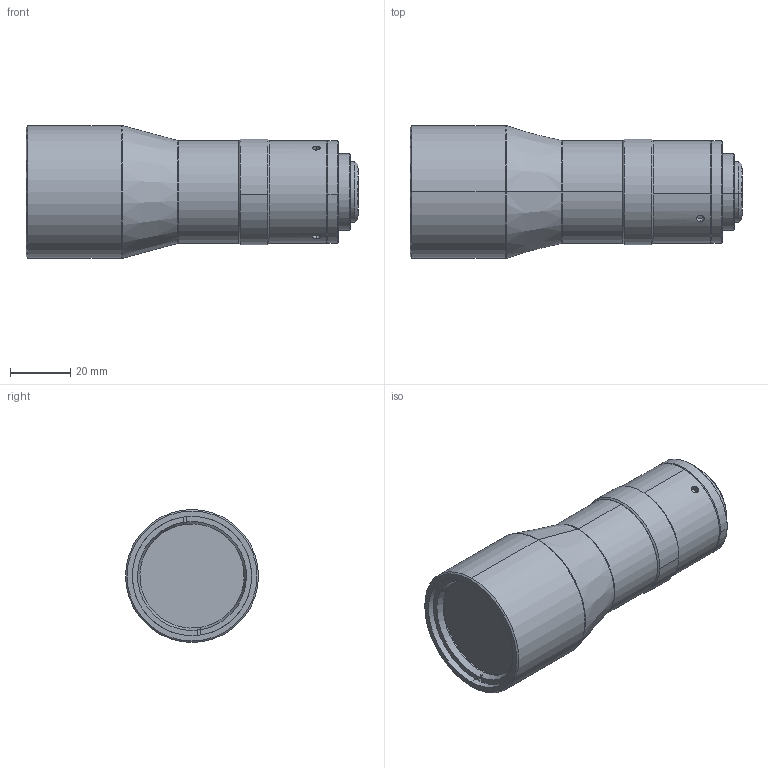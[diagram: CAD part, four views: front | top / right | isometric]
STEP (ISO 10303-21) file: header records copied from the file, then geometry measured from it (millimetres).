
FILE_DESCRIPTION (( 'STEP AP203' ), '1' );
FILE_NAME ('DTCM125-26.STEP', '2015-05-21T01:23:29', ( 'think' ), ( '' ), 'SwSTEP 2.0', 'SolidWorks 2012', '' );
FILE_SCHEMA (( 'CONFIG_CONTROL_DESIGN' ));
Length unit declared in the file: millimetre
Products named in the file (1): DTCM125-26
Bounding box: 109.88 x 44 x 44 mm (x, y, z)
Volume: 116180.8 mm3; surface area: 16177.4 mm2
Topology: 1 solids, 2 shells, 90 faces, 194 edges, 120 vertices
Faces by surface type: cylinder 34, cone 31, plane 21, torus 4
Entity records: 2735 total; most frequent: CARTESIAN_POINT 635, DIRECTION 464, ORIENTED_EDGE 388, AXIS2_PLACEMENT_3D 195, EDGE_CURVE 194, VERTEX_POINT 120, EDGE_LOOP 104, CIRCLE 104
